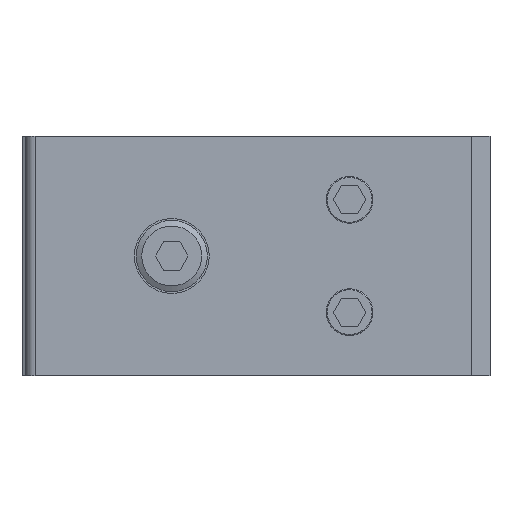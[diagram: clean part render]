
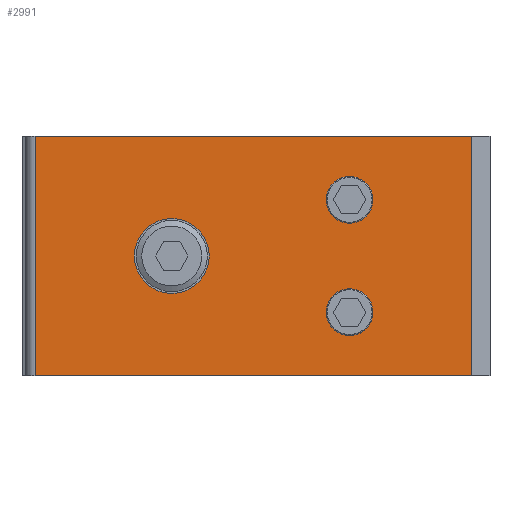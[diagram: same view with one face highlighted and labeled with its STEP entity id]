
A CAD part, left-side view. The second image highlights one B-rep face of the part: STEP entity #2991.
In plain terms, the highlighted planar face has unit normal (-1, 0, 0).
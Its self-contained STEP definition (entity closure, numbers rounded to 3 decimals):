
#104=FACE_BOUND('',#513,.T.);
#105=FACE_BOUND('',#514,.T.);
#106=FACE_BOUND('',#515,.T.);
#207=PLANE('',#3281);
#340=FACE_OUTER_BOUND('',#512,.T.);
#512=EDGE_LOOP('',(#2481,#2482,#2483,#2484));
#513=EDGE_LOOP('',(#2485,#2486));
#514=EDGE_LOOP('',(#2487,#2488));
#515=EDGE_LOOP('',(#2489,#2490));
#649=LINE('',#4457,#892);
#772=LINE('',#5295,#1015);
#774=LINE('',#5301,#1017);
#775=LINE('',#5302,#1018);
#892=VECTOR('',#3580,10.);
#1015=VECTOR('',#4007,10.);
#1017=VECTOR('',#4013,10.);
#1018=VECTOR('',#4014,10.);
#1065=CIRCLE('',#3065,1.25);
#1066=CIRCLE('',#3066,1.25);
#1153=CIRCLE('',#3239,1.25);
#1154=CIRCLE('',#3240,1.25);
#1176=CIRCLE('',#3282,2.);
#1177=CIRCLE('',#3283,2.);
#1217=VERTEX_POINT('',#4228);
#1218=VERTEX_POINT('',#4229);
#1270=VERTEX_POINT('',#4415);
#1290=VERTEX_POINT('',#4455);
#1405=VERTEX_POINT('',#5189);
#1406=VERTEX_POINT('',#5190);
#1441=VERTEX_POINT('',#5294);
#1443=VERTEX_POINT('',#5300);
#1444=VERTEX_POINT('',#5303);
#1445=VERTEX_POINT('',#5304);
#1505=EDGE_CURVE('',#1217,#1218,#1065,.T.);
#1506=EDGE_CURVE('',#1218,#1217,#1066,.T.);
#1600=EDGE_CURVE('',#1290,#1270,#649,.T.);
#1768=EDGE_CURVE('',#1405,#1406,#1153,.T.);
#1769=EDGE_CURVE('',#1406,#1405,#1154,.T.);
#1818=EDGE_CURVE('',#1270,#1441,#772,.T.);
#1821=EDGE_CURVE('',#1443,#1290,#774,.T.);
#1822=EDGE_CURVE('',#1441,#1443,#775,.T.);
#1823=EDGE_CURVE('',#1444,#1445,#1176,.T.);
#1824=EDGE_CURVE('',#1445,#1444,#1177,.T.);
#2481=ORIENTED_EDGE('',*,*,#1818,.F.);
#2482=ORIENTED_EDGE('',*,*,#1600,.F.);
#2483=ORIENTED_EDGE('',*,*,#1821,.F.);
#2484=ORIENTED_EDGE('',*,*,#1822,.F.);
#2485=ORIENTED_EDGE('',*,*,#1823,.T.);
#2486=ORIENTED_EDGE('',*,*,#1824,.T.);
#2487=ORIENTED_EDGE('',*,*,#1505,.T.);
#2488=ORIENTED_EDGE('',*,*,#1506,.T.);
#2489=ORIENTED_EDGE('',*,*,#1768,.T.);
#2490=ORIENTED_EDGE('',*,*,#1769,.T.);
#2991=ADVANCED_FACE('',(#340,#104,#105,#106),#207,.T.);
#3065=AXIS2_PLACEMENT_3D('',#4230,#3398,#3399);
#3066=AXIS2_PLACEMENT_3D('',#4231,#3400,#3401);
#3239=AXIS2_PLACEMENT_3D('',#5191,#3897,#3898);
#3240=AXIS2_PLACEMENT_3D('',#5192,#3899,#3900);
#3281=AXIS2_PLACEMENT_3D('',#5299,#4011,#4012);
#3282=AXIS2_PLACEMENT_3D('',#5305,#4015,#4016);
#3283=AXIS2_PLACEMENT_3D('',#5306,#4017,#4018);
#3398=DIRECTION('center_axis',(1.,0.,0.));
#3399=DIRECTION('ref_axis',(0.,0.,-1.));
#3400=DIRECTION('center_axis',(1.,0.,0.));
#3401=DIRECTION('ref_axis',(0.,0.,-1.));
#3580=DIRECTION('',(0.,1.,0.));
#3897=DIRECTION('center_axis',(1.,0.,0.));
#3898=DIRECTION('ref_axis',(0.,0.,-1.));
#3899=DIRECTION('center_axis',(1.,0.,0.));
#3900=DIRECTION('ref_axis',(0.,0.,-1.));
#4007=DIRECTION('',(0.,0.,1.));
#4011=DIRECTION('center_axis',(-1.,0.,0.));
#4012=DIRECTION('ref_axis',(0.,-1.,0.));
#4013=DIRECTION('',(0.,0.,-1.));
#4014=DIRECTION('',(0.,-1.,0.));
#4015=DIRECTION('center_axis',(1.,0.,0.));
#4016=DIRECTION('ref_axis',(0.,0.,-1.));
#4017=DIRECTION('center_axis',(1.,0.,0.));
#4018=DIRECTION('ref_axis',(0.,0.,-1.));
#4228=CARTESIAN_POINT('',(-12.5,-5.,-4.25));
#4229=CARTESIAN_POINT('',(-12.5,-5.,-1.75));
#4230=CARTESIAN_POINT('Origin',(-12.5,-5.,-3.));
#4231=CARTESIAN_POINT('Origin',(-12.5,-5.,-3.));
#4415=CARTESIAN_POINT('',(-12.5,11.794,-6.4));
#4455=CARTESIAN_POINT('',(-12.5,-11.5,-6.4));
#4457=CARTESIAN_POINT('',(-12.5,-12.5,-6.4));
#5189=CARTESIAN_POINT('',(-12.5,-5.,1.75));
#5190=CARTESIAN_POINT('',(-12.5,-5.,4.25));
#5191=CARTESIAN_POINT('Origin',(-12.5,-5.,3.));
#5192=CARTESIAN_POINT('Origin',(-12.5,-5.,3.));
#5294=CARTESIAN_POINT('',(-12.5,11.794,6.4));
#5295=CARTESIAN_POINT('',(-12.5,11.794,6.4));
#5299=CARTESIAN_POINT('Origin',(-12.5,12.5,0.));
#5300=CARTESIAN_POINT('',(-12.5,-11.5,6.4));
#5301=CARTESIAN_POINT('',(-12.5,-11.5,0.));
#5302=CARTESIAN_POINT('',(-12.5,-12.5,6.4));
#5303=CARTESIAN_POINT('',(-12.5,4.5,-2.));
#5304=CARTESIAN_POINT('',(-12.5,4.5,2.));
#5305=CARTESIAN_POINT('Origin',(-12.5,4.5,0.));
#5306=CARTESIAN_POINT('Origin',(-12.5,4.5,0.));
